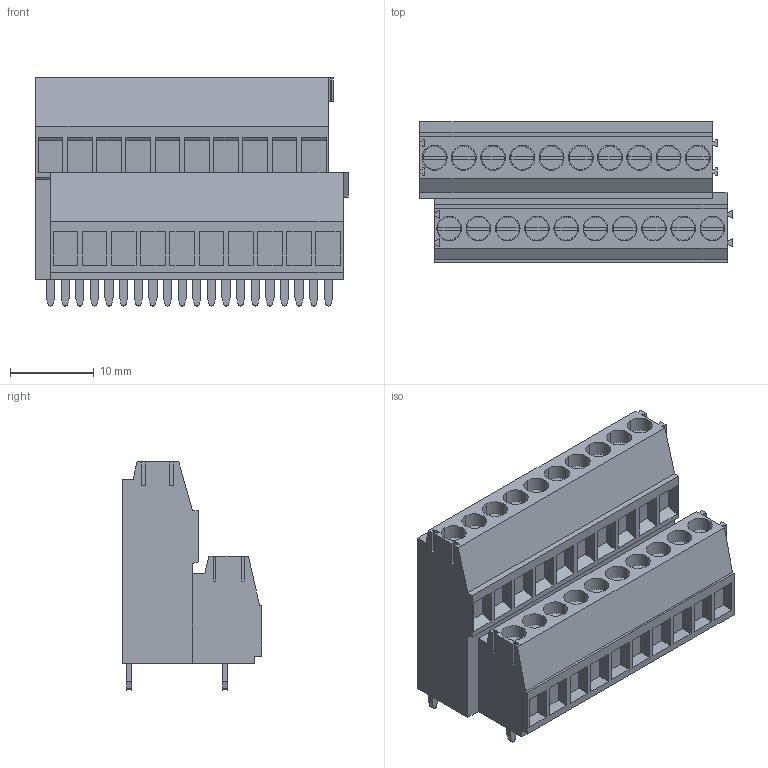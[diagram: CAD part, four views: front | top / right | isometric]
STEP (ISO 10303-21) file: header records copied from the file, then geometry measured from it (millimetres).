
FILE_DESCRIPTION(('CATIA V5 STEP Exchange','CAx-IF Rec.Pracs.--- Model Styling and Organization---1.4--- 2014-01-23'),'2;1');
FILE_NAME ('D1454725_1_1703780000_1703780000.stp','2023-03-16T07:45:29+00:00',('none'),('Weidmueller'),'CATIA Version 5-6 Release 2016 SP3 HF44','CATIA V5 STEP AP214','none');
FILE_SCHEMA(('AUTOMOTIVE_DESIGN { 1 0 10303 214 1 1 1 1 }'));
Length unit declared in the file: millimetre
Products named in the file (1): 1703780000
Bounding box: 37.35 x 16.75 x 27.3 mm (x, y, z)
Volume: 9603 mm3; surface area: 5593.3 mm2
Topology: 41 solids, 41 shells, 601 faces, 1410 edges, 941 vertices
Faces by surface type: plane 481, cylinder 120
Entity records: 15570 total; most frequent: ORIENTED_EDGE 2820, CARTESIAN_POINT 2776, DIRECTION 2077, EDGE_CURVE 1410, VECTOR 1086, LINE 1086, VERTEX_POINT 941, AXIS2_PLACEMENT_3D 653
